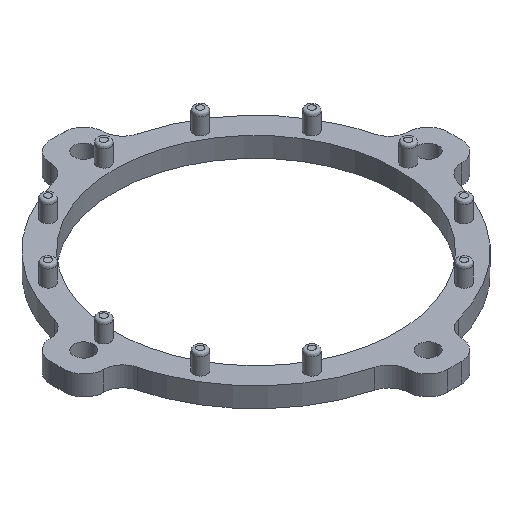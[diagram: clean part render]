
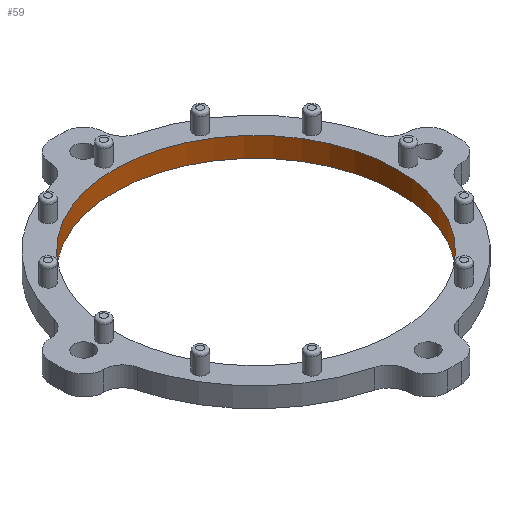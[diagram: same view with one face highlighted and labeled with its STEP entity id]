
A CAD part, isometric view. The second image highlights one B-rep face of the part: STEP entity #59.
In plain terms, the highlighted free-form (B-spline) face has degree [2, 1] with [9, 2] control points.
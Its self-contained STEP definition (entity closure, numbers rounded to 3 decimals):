
#59=ADVANCED_FACE('',(#123),#928,.T.);
#123=FACE_OUTER_BOUND('',#187,.T.);
#187=EDGE_LOOP('',(#344,#345,#346,#347));
#344=ORIENTED_EDGE('',*,*,#671,.T.);
#345=ORIENTED_EDGE('',*,*,#601,.T.);
#346=ORIENTED_EDGE('',*,*,#602,.F.);
#347=ORIENTED_EDGE('',*,*,#601,.F.);
#601=EDGE_CURVE('',#864,#865,#754,.T.);
#602=EDGE_CURVE('',#865,#865,#755,.T.);
#671=EDGE_CURVE('',#864,#864,#813,.T.);
#754=(
BOUNDED_CURVE()
B_SPLINE_CURVE(1,(#2119,#2120),.UNSPECIFIED.,.F.,.F.)
B_SPLINE_CURVE_WITH_KNOTS((2,2),(0.,3.),.UNSPECIFIED.)
CURVE()
GEOMETRIC_REPRESENTATION_ITEM()
RATIONAL_B_SPLINE_CURVE((1.,1.))
REPRESENTATION_ITEM('')
);
#755=(
BOUNDED_CURVE()
B_SPLINE_CURVE(2,(#2121,#2122,#2123,#2124,#2125,#2126,#2127,#2128,#2129),
 .UNSPECIFIED.,.T.,.F.)
B_SPLINE_CURVE_WITH_KNOTS((3,2,2,2,3),(-844.456,-811.469,
-778.482,-745.495,-712.509),.UNSPECIFIED.)
CURVE()
GEOMETRIC_REPRESENTATION_ITEM()
RATIONAL_B_SPLINE_CURVE((1.,0.707,1.,0.707,1.,0.707,
1.,0.707,1.))
REPRESENTATION_ITEM('')
);
#813=(
BOUNDED_CURVE()
B_SPLINE_CURVE(2,(#2600,#2601,#2602,#2603,#2604,#2605,#2606,#2607,#2608,
#2609,#2610,#2611,#2612),.UNSPECIFIED.,.T.,.F.)
B_SPLINE_CURVE_WITH_KNOTS((3,2,2,2,2,2,3),(-844.456,-811.469,
-778.482,-748.848,-745.495,-740.285,
-712.509),.UNSPECIFIED.)
CURVE()
GEOMETRIC_REPRESENTATION_ITEM()
RATIONAL_B_SPLINE_CURVE((1.,0.707,1.,0.707,1.,0.737,
0.947,0.97,1.,0.954,0.922,
0.753,1.))
REPRESENTATION_ITEM('')
);
#864=VERTEX_POINT('',#1893);
#865=VERTEX_POINT('',#1894);
#928=(
BOUNDED_SURFACE()
B_SPLINE_SURFACE(2,1,((#1205,#1206),(#1207,#1208),(#1209,#1210),(#1211,
#1212),(#1213,#1214),(#1215,#1216),(#1217,#1218),(#1219,#1220),(#1221,#1222)),
 .UNSPECIFIED.,.T.,.F.,.F.)
B_SPLINE_SURFACE_WITH_KNOTS((3,2,2,2,3),(2,2),(-844.456,-811.469,
-778.482,-745.495,-712.509),(0.,3.),
 .UNSPECIFIED.)
GEOMETRIC_REPRESENTATION_ITEM()
RATIONAL_B_SPLINE_SURFACE(((1.,1.),(0.707,0.707),
(1.,1.),(0.707,0.707),(1.,1.),(0.707,
0.707),(1.,1.),(0.707,0.707),(1.,1.)))
REPRESENTATION_ITEM('')
SURFACE()
);
#1205=CARTESIAN_POINT('',(211.29,139.04,68.));
#1206=CARTESIAN_POINT('',(211.29,139.04,65.));
#1207=CARTESIAN_POINT('',(211.29,160.365,68.));
#1208=CARTESIAN_POINT('',(211.29,160.365,65.));
#1209=CARTESIAN_POINT('',(190.,160.365,68.));
#1210=CARTESIAN_POINT('',(190.,160.365,65.));
#1211=CARTESIAN_POINT('',(168.71,160.365,68.));
#1212=CARTESIAN_POINT('',(168.71,160.365,65.));
#1213=CARTESIAN_POINT('',(168.71,139.04,68.));
#1214=CARTESIAN_POINT('',(168.71,139.04,65.));
#1215=CARTESIAN_POINT('',(168.71,117.715,68.));
#1216=CARTESIAN_POINT('',(168.71,117.715,65.));
#1217=CARTESIAN_POINT('',(190.,117.715,68.));
#1218=CARTESIAN_POINT('',(190.,117.715,65.));
#1219=CARTESIAN_POINT('',(211.29,117.715,68.));
#1220=CARTESIAN_POINT('',(211.29,117.715,65.));
#1221=CARTESIAN_POINT('',(211.29,139.04,68.));
#1222=CARTESIAN_POINT('',(211.29,139.04,65.));
#1893=CARTESIAN_POINT('',(211.29,139.04,68.));
#1894=CARTESIAN_POINT('',(211.29,139.04,65.));
#2119=CARTESIAN_POINT('',(211.29,139.04,68.));
#2120=CARTESIAN_POINT('',(211.29,139.04,65.));
#2121=CARTESIAN_POINT('',(211.29,139.04,65.));
#2122=CARTESIAN_POINT('',(211.29,160.365,65.));
#2123=CARTESIAN_POINT('',(190.,160.365,65.));
#2124=CARTESIAN_POINT('',(168.71,160.365,65.));
#2125=CARTESIAN_POINT('',(168.71,139.04,65.));
#2126=CARTESIAN_POINT('',(168.71,117.715,65.));
#2127=CARTESIAN_POINT('',(190.,117.715,65.));
#2128=CARTESIAN_POINT('',(211.29,117.715,65.));
#2129=CARTESIAN_POINT('',(211.29,139.04,65.));
#2600=CARTESIAN_POINT('',(211.29,139.04,68.));
#2601=CARTESIAN_POINT('',(211.29,160.365,68.));
#2602=CARTESIAN_POINT('',(190.,160.365,68.));
#2603=CARTESIAN_POINT('',(168.71,160.365,68.));
#2604=CARTESIAN_POINT('',(168.71,139.04,68.));
#2605=CARTESIAN_POINT('',(168.71,120.657,68.));
#2606=CARTESIAN_POINT('',(186.863,117.948,68.));
#2607=CARTESIAN_POINT('',(188.423,117.715,68.));
#2608=CARTESIAN_POINT('',(190.,117.715,68.));
#2609=CARTESIAN_POINT('',(192.493,117.715,68.));
#2610=CARTESIAN_POINT('',(194.919,118.293,68.));
#2611=CARTESIAN_POINT('',(211.29,122.187,68.));
#2612=CARTESIAN_POINT('',(211.29,139.04,68.));
